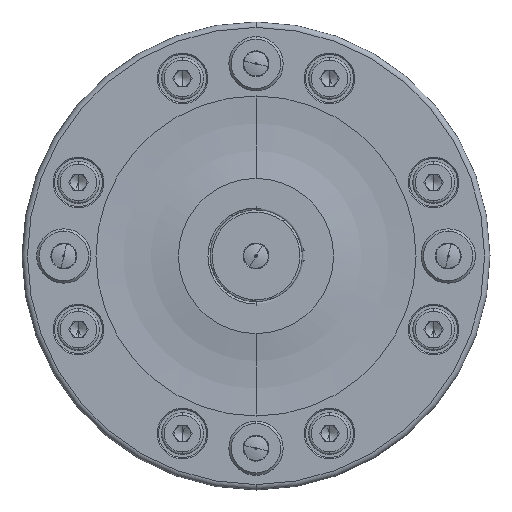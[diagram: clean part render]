
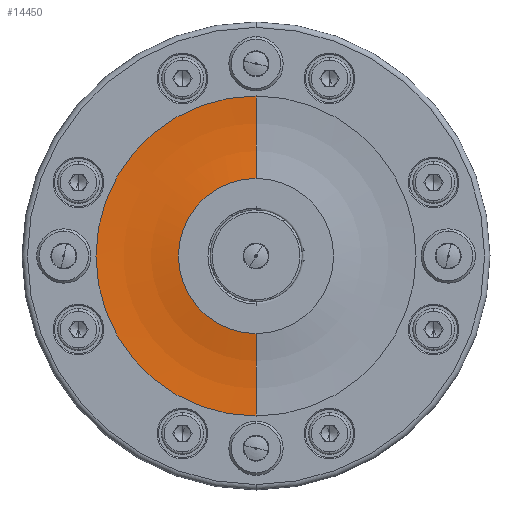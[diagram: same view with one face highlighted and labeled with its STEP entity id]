
A CAD part, front view. The second image highlights one B-rep face of the part: STEP entity #14450.
In plain terms, the highlighted toroidal (fillet/blend) face has major radius 31.879 mm and minor radius 68.875 mm.
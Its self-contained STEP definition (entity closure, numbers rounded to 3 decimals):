
#208 = EDGE_CURVE ( 'NONE', #34891, #23568, #12595, .T. ) ;
#7165 = CARTESIAN_POINT ( 'NONE',  ( -11.3, -22.404, 73.7 ) ) ;
#7214 = ORIENTED_EDGE ( 'NONE', *, *, #34383, .T. ) ;
#7440 = CARTESIAN_POINT ( 'NONE',  ( -11.3, -22.404, 150.3 ) ) ;
#8042 = CARTESIAN_POINT ( 'NONE',  ( -11.3, -23.404, 130.56 ) ) ;
#9032 = CARTESIAN_POINT ( 'NONE',  ( -11.3, -90.979, 80.121 ) ) ;
#10200 = ORIENTED_EDGE ( 'NONE', *, *, #37015, .T. ) ;
#10470 = DIRECTION ( 'NONE',  ( 0., 1., 0. ) ) ;
#10731 = DIRECTION ( 'NONE',  ( 0., 0., 1. ) ) ;
#11008 = DIRECTION ( 'NONE',  ( 0., 1., 0. ) ) ;
#11805 = DIRECTION ( 'NONE',  ( 0., 0., -1. ) ) ;
#12085 = CARTESIAN_POINT ( 'NONE',  ( -11.3, -23.404, 93.44 ) ) ;
#12595 = CIRCLE ( 'NONE', #21598, 68.875 ) ;
#13138 = CIRCLE ( 'NONE', #25405, 68.875 ) ;
#14450 = ADVANCED_FACE ( 'NONE', ( #28909 ), #18417, .F. ) ;
#16655 = CARTESIAN_POINT ( 'NONE',  ( -11.3, -90.979, 112. ) ) ;
#18417 = TOROIDAL_SURFACE ( 'NONE', #30991, 31.879, 68.875 ) ;
#18549 = CIRCLE ( 'NONE', #28511, 18.56 ) ;
#20278 = DIRECTION ( 'NONE',  ( 0., 0., 1. ) ) ;
#20827 = AXIS2_PLACEMENT_3D ( 'NONE', #23436, #11008, #10731 ) ;
#21598 = AXIS2_PLACEMENT_3D ( 'NONE', #40875, #34460, #37808 ) ;
#23436 = CARTESIAN_POINT ( 'NONE',  ( -11.3, -22.404, 112. ) ) ;
#23568 = VERTEX_POINT ( 'NONE', #8042 ) ;
#23697 = CARTESIAN_POINT ( 'NONE',  ( -11.3, -23.404, 112. ) ) ;
#24918 = DIRECTION ( 'NONE',  ( 1., 0., 0. ) ) ;
#25095 = ORIENTED_EDGE ( 'NONE', *, *, #29140, .F. ) ;
#25405 = AXIS2_PLACEMENT_3D ( 'NONE', #9032, #24918, #11805 ) ;
#28511 = AXIS2_PLACEMENT_3D ( 'NONE', #23697, #10470, #32744 ) ;
#28909 = FACE_OUTER_BOUND ( 'NONE', #30811, .T. ) ;
#29140 = EDGE_CURVE ( 'NONE', #40474, #34891, #37592, .T. ) ;
#30621 = ORIENTED_EDGE ( 'NONE', *, *, #208, .F. ) ;
#30811 = EDGE_LOOP ( 'NONE', ( #25095, #7214, #10200, #30621 ) ) ;
#30991 = AXIS2_PLACEMENT_3D ( 'NONE', #16655, #39199, #20278 ) ;
#32744 = DIRECTION ( 'NONE',  ( 0., 0., 1. ) ) ;
#33047 = VERTEX_POINT ( 'NONE', #12085 ) ;
#34383 = EDGE_CURVE ( 'NONE', #40474, #33047, #13138, .T. ) ;
#34460 = DIRECTION ( 'NONE',  ( -1., 0., 0. ) ) ;
#34891 = VERTEX_POINT ( 'NONE', #7440 ) ;
#37015 = EDGE_CURVE ( 'NONE', #33047, #23568, #18549, .T. ) ;
#37592 = CIRCLE ( 'NONE', #20827, 38.3 ) ;
#37808 = DIRECTION ( 'NONE',  ( 0., 0., 1. ) ) ;
#39199 = DIRECTION ( 'NONE',  ( 0., 1., 0. ) ) ;
#40474 = VERTEX_POINT ( 'NONE', #7165 ) ;
#40875 = CARTESIAN_POINT ( 'NONE',  ( -11.3, -90.979, 143.879 ) ) ;
